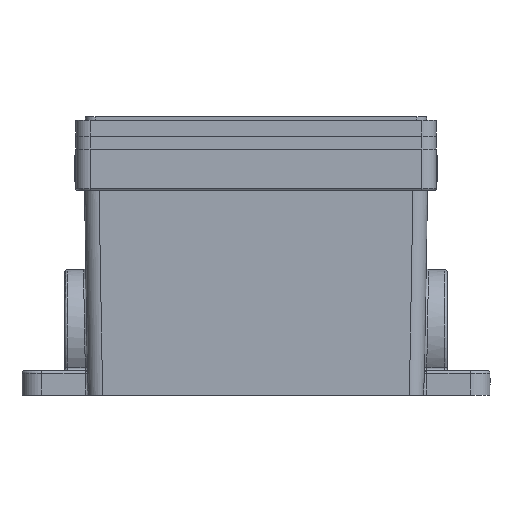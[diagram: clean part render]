
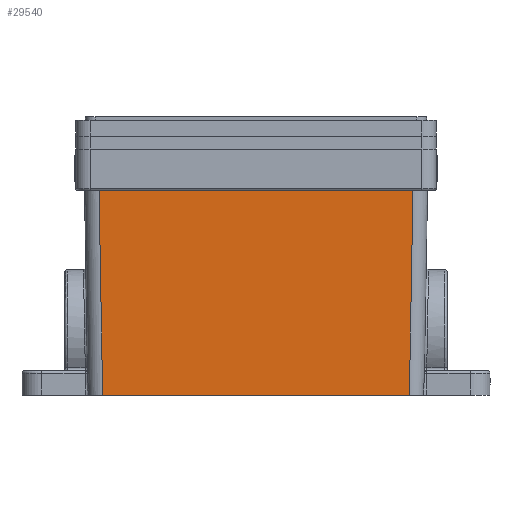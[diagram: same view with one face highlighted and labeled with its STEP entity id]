
A CAD part, left-side view. The second image highlights one B-rep face of the part: STEP entity #29540.
In plain terms, the highlighted planar face has unit normal (-1, 0, -0.018).
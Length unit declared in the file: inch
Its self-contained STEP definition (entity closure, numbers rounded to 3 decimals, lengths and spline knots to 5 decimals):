
#2022 = CARTESIAN_POINT ( 'NONE',  ( -1.11791, 3.21127, -3.125 ) ) ;
#3083 = EDGE_CURVE ( 'NONE', #19120, #18755, #28174, .T. ) ;
#4030 = AXIS2_PLACEMENT_3D ( 'NONE', #19212, #48891, #10744 ) ;
#4128 = ORIENTED_EDGE ( 'NONE', *, *, #35790, .T. ) ;
#4771 = CARTESIAN_POINT ( 'NONE',  ( -1.16372, 1.24493, -0.5 ) ) ;
#5187 = VECTOR ( 'NONE', #44411, 39.37008 ) ;
#5202 = EDGE_CURVE ( 'NONE', #33920, #18755, #32581, .T. ) ;
#9877 = CARTESIAN_POINT ( 'NONE',  ( -1.11791, 1.24493, -3.125 ) ) ;
#10744 = DIRECTION ( 'NONE',  ( 0.017, 0., -1. ) ) ;
#11480 = EDGE_LOOP ( 'NONE', ( #37077, #20012, #4128, #11547 ) ) ;
#11547 = ORIENTED_EDGE ( 'NONE', *, *, #28631, .F. ) ;
#14924 = CARTESIAN_POINT ( 'NONE',  ( -1.11791, -0.72142, -3.125 ) ) ;
#15433 = VECTOR ( 'NONE', #16985, 39.37008 ) ;
#16985 = DIRECTION ( 'NONE',  ( 0.017, -0.017, -1. ) ) ;
#17485 = DIRECTION ( 'NONE',  ( 0., -1., 0. ) ) ;
#18755 = VERTEX_POINT ( 'NONE', #2022 ) ;
#19120 = VERTEX_POINT ( 'NONE', #33544 ) ;
#19212 = CARTESIAN_POINT ( 'NONE',  ( -1.16372, 3.25709, -0.5 ) ) ;
#20012 = ORIENTED_EDGE ( 'NONE', *, *, #3083, .F. ) ;
#20397 = LINE ( 'NONE', #14924, #5187 ) ;
#22770 = CARTESIAN_POINT ( 'NONE',  ( -1.16372, 3.25709, -0.5 ) ) ;
#24961 = CARTESIAN_POINT ( 'NONE',  ( -1.16372, 3.25709, -0.5 ) ) ;
#28174 = LINE ( 'NONE', #9877, #30114 ) ;
#28631 = EDGE_CURVE ( 'NONE', #33920, #51289, #49574, .T. ) ;
#29540 = ADVANCED_FACE ( 'NONE', ( #43925 ), #49075, .T. ) ;
#30114 = VECTOR ( 'NONE', #48016, 39.37008 ) ;
#32581 = LINE ( 'NONE', #24961, #15433 ) ;
#33544 = CARTESIAN_POINT ( 'NONE',  ( -1.11791, -0.72142, -3.125 ) ) ;
#33920 = VERTEX_POINT ( 'NONE', #22770 ) ;
#35790 = EDGE_CURVE ( 'NONE', #19120, #51289, #20397, .T. ) ;
#37077 = ORIENTED_EDGE ( 'NONE', *, *, #5202, .T. ) ;
#38812 = VECTOR ( 'NONE', #17485, 39.37008 ) ;
#43925 = FACE_OUTER_BOUND ( 'NONE', #11480, .T. ) ;
#44411 = DIRECTION ( 'NONE',  ( -0.017, -0.017, 1. ) ) ;
#48016 = DIRECTION ( 'NONE',  ( 0., 1., 0. ) ) ;
#48891 = DIRECTION ( 'NONE',  ( -1., 0., -0.017 ) ) ;
#49075 = PLANE ( 'NONE',  #4030 ) ;
#49574 = LINE ( 'NONE', #4771, #38812 ) ;
#51289 = VERTEX_POINT ( 'NONE', #53874 ) ;
#53874 = CARTESIAN_POINT ( 'NONE',  ( -1.16372, -0.76724, -0.5 ) ) ;
